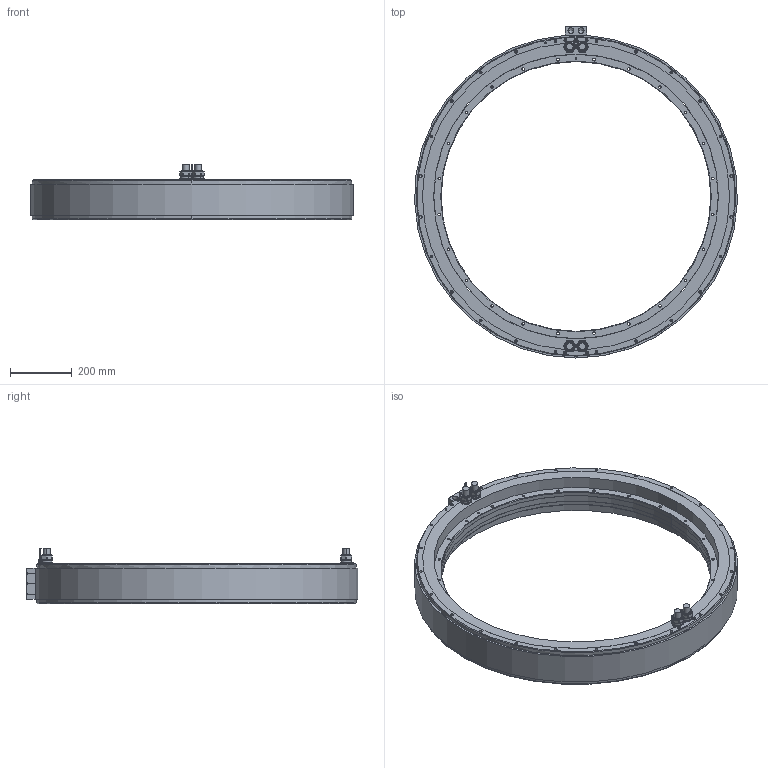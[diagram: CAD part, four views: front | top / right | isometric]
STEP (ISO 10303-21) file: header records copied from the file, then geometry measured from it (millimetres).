
FILE_DESCRIPTION((''),'2;1');
FILE_NAME('1219940-07_ASM','2018-10-19T',('CH5533'),(''),'PRO/ENGINEER BY PARAMETRIC TECHNOLOGY CORPORATION, 2014000','PRO/ENGINEER BY PARAMETRIC TECHNOLOGY CORPORATION, 2014000','');
FILE_SCHEMA(('CONFIG_CONTROL_DESIGN'));
Length unit declared in the file: millimetre
Products named in the file (3): PRT0001; PRT0002; 1219940-07_ASM
Assembly tree (2 placements, depth 2):
  1219940-07_ASM
    PRT0001
    PRT0002
Bounding box: 1041.43 x 1070.86 x 179.7 mm (x, y, z)
Volume: 30879571 mm3; surface area: 2156402.9 mm2
Topology: 3 solids, 28 shells, 1132 faces, 2794 edges, 1713 vertices
Faces by surface type: cylinder 526, plane 292, cone 212, torus 94, sphere 8
Entity records: 37595 total; most frequent: DIRECTION 6382, CARTESIAN_POINT 5803, ORIENTED_EDGE 5348, EDGE_CURVE 2674, AXIS2_PLACEMENT_3D 2645, VERTEX_POINT 1713, CIRCLE 1508, EDGE_LOOP 1391
